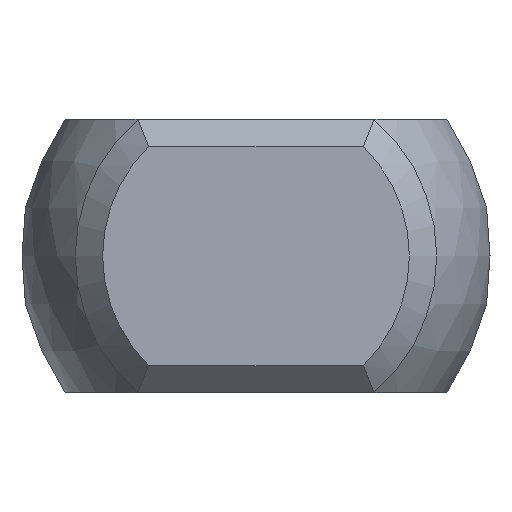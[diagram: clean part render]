
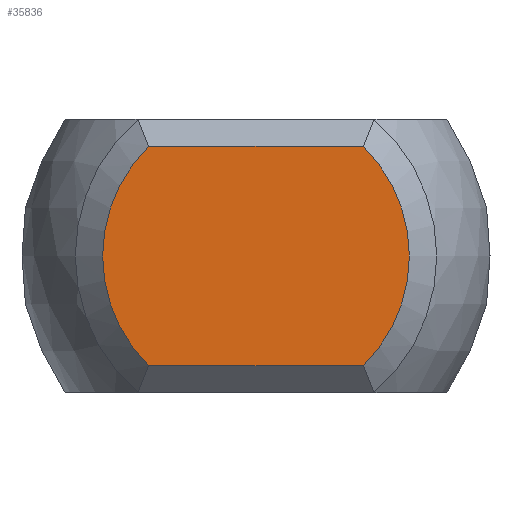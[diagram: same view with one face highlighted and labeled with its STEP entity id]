
A CAD part, left-side view. The second image highlights one B-rep face of the part: STEP entity #35836.
In plain terms, the highlighted planar face has unit normal (-1, 0, 0).
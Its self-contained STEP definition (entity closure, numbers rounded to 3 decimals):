
#34443 = PLANE('',#34444);
#34444 = AXIS2_PLACEMENT_3D('',#34445,#34446,#34447);
#34445 = CARTESIAN_POINT('',(-12.25,3.125,2.25));
#34446 = DIRECTION('',(-0.707,0.,0.707));
#34447 = DIRECTION('',(0.707,0.,0.707));
#35469 = EDGE_CURVE('',#35470,#35472,#35474,.T.);
#35470 = VERTEX_POINT('',#35471);
#35471 = CARTESIAN_POINT('',(-12.5,-1.96,-2.));
#35472 = VERTEX_POINT('',#35473);
#35473 = CARTESIAN_POINT('',(-12.5,1.96,-2.));
#35474 = SURFACE_CURVE('',#35475,(#35479,#35491),.PCURVE_S1.);
#35475 = LINE('',#35476,#35477);
#35476 = CARTESIAN_POINT('',(-12.5,-3.125,-2.));
#35477 = VECTOR('',#35478,1.);
#35478 = DIRECTION('',(0.,1.,0.));
#35479 = PCURVE('',#35480,#35485);
#35480 = PLANE('',#35481);
#35481 = AXIS2_PLACEMENT_3D('',#35482,#35483,#35484);
#35482 = CARTESIAN_POINT('',(-12.25,-3.125,-2.25));
#35483 = DIRECTION('',(-0.707,0.,
    -0.707));
#35484 = DIRECTION('',(-0.707,0.,0.707));
#35485 = DEFINITIONAL_REPRESENTATION('',(#35486),#35490);
#35486 = LINE('',#35487,#35488);
#35487 = CARTESIAN_POINT('',(0.354,0.));
#35488 = VECTOR('',#35489,1.);
#35489 = DIRECTION('',(0.,1.));
#35490 = ( GEOMETRIC_REPRESENTATION_CONTEXT(2) 
PARAMETRIC_REPRESENTATION_CONTEXT() REPRESENTATION_CONTEXT('2D SPACE',''
  ) );
#35491 = PCURVE('',#35492,#35497);
#35492 = PLANE('',#35493);
#35493 = AXIS2_PLACEMENT_3D('',#35494,#35495,#35496);
#35494 = CARTESIAN_POINT('',(-12.5,0.,0.));
#35495 = DIRECTION('',(1.,0.,0.));
#35496 = DIRECTION('',(0.,0.,-1.));
#35497 = DEFINITIONAL_REPRESENTATION('',(#35498),#35502);
#35498 = LINE('',#35499,#35500);
#35499 = CARTESIAN_POINT('',(2.,-3.125));
#35500 = VECTOR('',#35501,1.);
#35501 = DIRECTION('',(0.,1.));
#35502 = ( GEOMETRIC_REPRESENTATION_CONTEXT(2) 
PARAMETRIC_REPRESENTATION_CONTEXT() REPRESENTATION_CONTEXT('2D SPACE',''
  ) );
#35522 = CONICAL_SURFACE('',#35523,3.05,0.785);
#35523 = AXIS2_PLACEMENT_3D('',#35524,#35525,#35526);
#35524 = CARTESIAN_POINT('',(-12.25,0.,0.));
#35525 = DIRECTION('',(1.,0.,0.));
#35526 = DIRECTION('',(-0.,1.,0.));
#35572 = CONICAL_SURFACE('',#35573,3.05,0.785);
#35573 = AXIS2_PLACEMENT_3D('',#35574,#35575,#35576);
#35574 = CARTESIAN_POINT('',(-12.25,0.,0.));
#35575 = DIRECTION('',(1.,0.,0.));
#35576 = DIRECTION('',(0.,-1.,0.));
#35586 = EDGE_CURVE('',#35587,#35589,#35591,.T.);
#35587 = VERTEX_POINT('',#35588);
#35588 = CARTESIAN_POINT('',(-12.5,1.96,2.));
#35589 = VERTEX_POINT('',#35590);
#35590 = CARTESIAN_POINT('',(-12.5,-1.96,2.));
#35591 = SURFACE_CURVE('',#35592,(#35596,#35603),.PCURVE_S1.);
#35592 = LINE('',#35593,#35594);
#35593 = CARTESIAN_POINT('',(-12.5,3.125,2.));
#35594 = VECTOR('',#35595,1.);
#35595 = DIRECTION('',(0.,-1.,0.));
#35596 = PCURVE('',#34443,#35597);
#35597 = DEFINITIONAL_REPRESENTATION('',(#35598),#35602);
#35598 = LINE('',#35599,#35600);
#35599 = CARTESIAN_POINT('',(-0.354,0.));
#35600 = VECTOR('',#35601,1.);
#35601 = DIRECTION('',(0.,-1.));
#35602 = ( GEOMETRIC_REPRESENTATION_CONTEXT(2) 
PARAMETRIC_REPRESENTATION_CONTEXT() REPRESENTATION_CONTEXT('2D SPACE',''
  ) );
#35603 = PCURVE('',#35492,#35604);
#35604 = DEFINITIONAL_REPRESENTATION('',(#35605),#35609);
#35605 = LINE('',#35606,#35607);
#35606 = CARTESIAN_POINT('',(-2.,3.125));
#35607 = VECTOR('',#35608,1.);
#35608 = DIRECTION('',(0.,-1.));
#35609 = ( GEOMETRIC_REPRESENTATION_CONTEXT(2) 
PARAMETRIC_REPRESENTATION_CONTEXT() REPRESENTATION_CONTEXT('2D SPACE',''
  ) );
#35682 = EDGE_CURVE('',#35589,#35470,#35683,.T.);
#35683 = SURFACE_CURVE('',#35684,(#35689,#35696),.PCURVE_S1.);
#35684 = CIRCLE('',#35685,2.8);
#35685 = AXIS2_PLACEMENT_3D('',#35686,#35687,#35688);
#35686 = CARTESIAN_POINT('',(-12.5,0.,0.));
#35687 = DIRECTION('',(1.,0.,0.));
#35688 = DIRECTION('',(0.,-1.,0.));
#35689 = PCURVE('',#35572,#35690);
#35690 = DEFINITIONAL_REPRESENTATION('',(#35691),#35695);
#35691 = LINE('',#35692,#35693);
#35692 = CARTESIAN_POINT('',(-6.283,-0.25));
#35693 = VECTOR('',#35694,1.);
#35694 = DIRECTION('',(1.,0.));
#35695 = ( GEOMETRIC_REPRESENTATION_CONTEXT(2) 
PARAMETRIC_REPRESENTATION_CONTEXT() REPRESENTATION_CONTEXT('2D SPACE',''
  ) );
#35696 = PCURVE('',#35492,#35697);
#35697 = DEFINITIONAL_REPRESENTATION('',(#35698),#35702);
#35698 = CIRCLE('',#35699,2.8);
#35699 = AXIS2_PLACEMENT_2D('',#35700,#35701);
#35700 = CARTESIAN_POINT('',(0.,0.));
#35701 = DIRECTION('',(0.,-1.));
#35702 = ( GEOMETRIC_REPRESENTATION_CONTEXT(2) 
PARAMETRIC_REPRESENTATION_CONTEXT() REPRESENTATION_CONTEXT('2D SPACE',''
  ) );
#35708 = EDGE_CURVE('',#35472,#35587,#35709,.T.);
#35709 = SURFACE_CURVE('',#35710,(#35715,#35722),.PCURVE_S1.);
#35710 = CIRCLE('',#35711,2.8);
#35711 = AXIS2_PLACEMENT_3D('',#35712,#35713,#35714);
#35712 = CARTESIAN_POINT('',(-12.5,0.,0.));
#35713 = DIRECTION('',(1.,0.,0.));
#35714 = DIRECTION('',(-0.,1.,0.));
#35715 = PCURVE('',#35522,#35716);
#35716 = DEFINITIONAL_REPRESENTATION('',(#35717),#35721);
#35717 = LINE('',#35718,#35719);
#35718 = CARTESIAN_POINT('',(0.,-0.25));
#35719 = VECTOR('',#35720,1.);
#35720 = DIRECTION('',(1.,0.));
#35721 = ( GEOMETRIC_REPRESENTATION_CONTEXT(2) 
PARAMETRIC_REPRESENTATION_CONTEXT() REPRESENTATION_CONTEXT('2D SPACE',''
  ) );
#35722 = PCURVE('',#35492,#35723);
#35723 = DEFINITIONAL_REPRESENTATION('',(#35724),#35728);
#35724 = CIRCLE('',#35725,2.8);
#35725 = AXIS2_PLACEMENT_2D('',#35726,#35727);
#35726 = CARTESIAN_POINT('',(0.,0.));
#35727 = DIRECTION('',(0.,1.));
#35728 = ( GEOMETRIC_REPRESENTATION_CONTEXT(2) 
PARAMETRIC_REPRESENTATION_CONTEXT() REPRESENTATION_CONTEXT('2D SPACE',''
  ) );
#35836 = ADVANCED_FACE('',(#35837),#35492,.F.);
#35837 = FACE_BOUND('',#35838,.T.);
#35838 = EDGE_LOOP('',(#35839,#35840,#35841,#35842));
#35839 = ORIENTED_EDGE('',*,*,#35586,.F.);
#35840 = ORIENTED_EDGE('',*,*,#35708,.F.);
#35841 = ORIENTED_EDGE('',*,*,#35469,.F.);
#35842 = ORIENTED_EDGE('',*,*,#35682,.F.);
